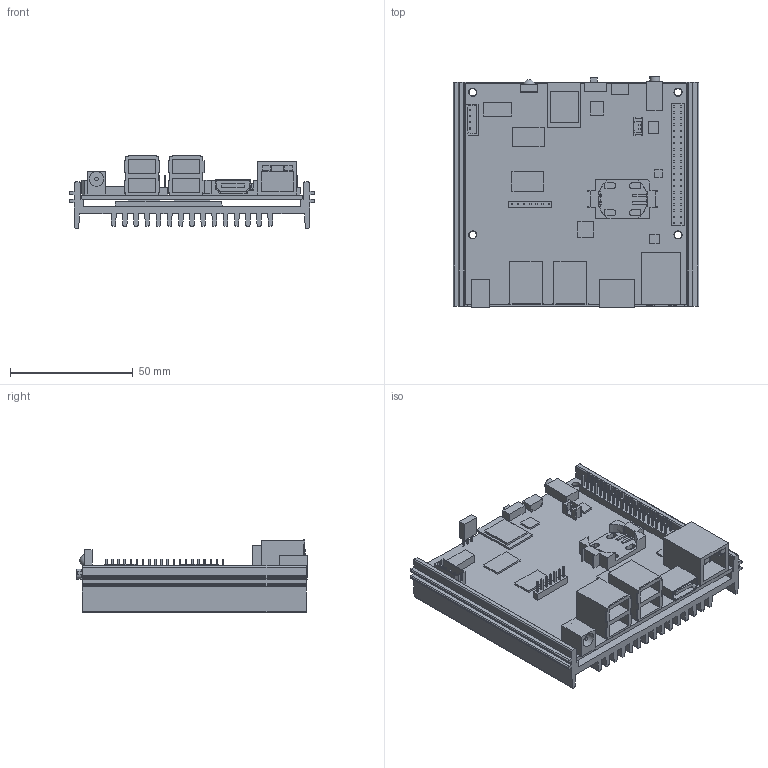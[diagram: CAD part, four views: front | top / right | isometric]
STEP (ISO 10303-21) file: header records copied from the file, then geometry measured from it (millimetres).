
FILE_DESCRIPTION(/* description */ (''),/* implementation_level */ '2;1');
FILE_NAME(/* name */ 'Odroid N2+.step',/* time_stamp */ '2023-09-15T16:05:26+02:00',/* author */ (''),/* organization */ (''),/* preprocessor_version */ 'ST-DEVELOPER v20',/* originating_system */ 'Autodesk Translation Framework v12.9.0.99',/* authorisation */ '');
FILE_SCHEMA (('AUTOMOTIVE_DESIGN { 1 0 10303 214 3 1 1 }'));
Length unit declared in the file: millimetre
Products named in the file (19): Odroid N2+; Heat Sink; Battery Holder; DC Jack; PCB; HDMI; Ethernet; USB 3.0 B; USB 3.0 A; Audio Jack; Fan Plug; REMOCON; eMMC; MicroUSB; Switch; MicroSD Card Socket; 7 Pin Header; UART; 40 Pin Header
Assembly tree (18 placements, depth 2):
  Odroid N2+
    Heat Sink
    Battery Holder
    DC Jack
    PCB
    HDMI
    Ethernet
    USB 3.0 B
    USB 3.0 A
    Audio Jack
    Fan Plug
    REMOCON
    eMMC
    MicroUSB
    Switch
    MicroSD Card Socket
    7 Pin Header
    UART
    40 Pin Header
Bounding box: 100 x 94.05 x 29.85 mm (x, y, z)
Volume: 74435.9 mm3; surface area: 71306.1 mm2
Topology: 18 solids, 18 shells, 898 faces, 2383 edges, 1604 vertices
Faces by surface type: plane 799, cylinder 81, cone 13, sphere 5
Full cylindrical faces by diameter (mm): 1.5 x1, 3 x9, 3.3 x4, 4 x1, 6 x1
Entity records: 28744 total; most frequent: CARTESIAN_POINT 5489, ORIENTED_EDGE 4764, DIRECTION 4445, EDGE_CURVE 2382, LINE 2129, VECTOR 2129, VERTEX_POINT 1604, AXIS2_PLACEMENT_3D 1158
